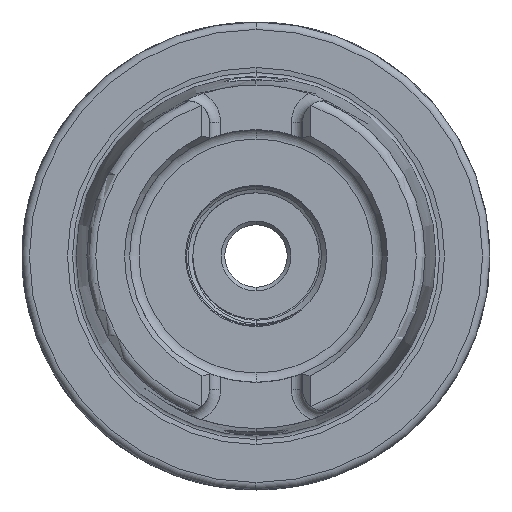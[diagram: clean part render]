
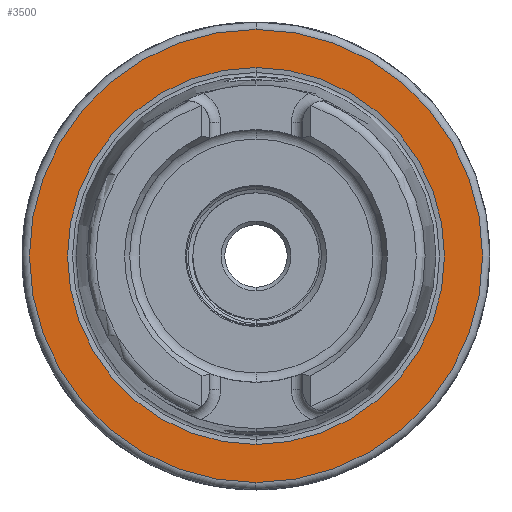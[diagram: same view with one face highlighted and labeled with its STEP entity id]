
A CAD part, left-side view. The second image highlights one B-rep face of the part: STEP entity #3500.
In plain terms, the highlighted planar face has unit normal (-1, 0, 0).
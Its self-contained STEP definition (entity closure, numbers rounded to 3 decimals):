
#361 = CIRCLE ( 'NONE', #11746, 25.369 ) ;
#549 = EDGE_LOOP ( 'NONE', ( #2624, #2722 ) ) ;
#2392 = CIRCLE ( 'NONE', #11775, 30.5 ) ;
#2413 = CIRCLE ( 'NONE', #11799, 25.369 ) ;
#2568 = ORIENTED_EDGE ( 'NONE', *, *, #11375, .T. ) ;
#2624 = ORIENTED_EDGE ( 'NONE', *, *, #11352, .T. ) ;
#2722 = ORIENTED_EDGE ( 'NONE', *, *, #9291, .T. ) ;
#2759 = ORIENTED_EDGE ( 'NONE', *, *, #9325, .T. ) ;
#3155 = VERTEX_POINT ( 'NONE', #10712 ) ;
#3185 = VERTEX_POINT ( 'NONE', #10704 ) ;
#3201 = VERTEX_POINT ( 'NONE', #10716 ) ;
#3203 = VERTEX_POINT ( 'NONE', #10676 ) ;
#3500 = ADVANCED_FACE ( 'NONE', ( #28702, #28694 ), #10895, .T. ) ;
#7385 = DIRECTION ( 'NONE',  ( -1., 0., 0. ) ) ;
#7387 = CARTESIAN_POINT ( 'NONE',  ( 0., 0., 0. ) ) ;
#7429 = DIRECTION ( 'NONE',  ( 0., 0., 1. ) ) ;
#7541 = DIRECTION ( 'NONE',  ( 0., 0., -1. ) ) ;
#7543 = DIRECTION ( 'NONE',  ( 1., 0., 0. ) ) ;
#7547 = CARTESIAN_POINT ( 'NONE',  ( 0., 0., 0. ) ) ;
#9291 = EDGE_CURVE ( 'NONE', #3203, #3185, #27132, .T. ) ;
#9325 = EDGE_CURVE ( 'NONE', #3201, #3155, #361, .T. ) ;
#10676 = CARTESIAN_POINT ( 'NONE',  ( 0., 0., -30.5 ) ) ;
#10704 = CARTESIAN_POINT ( 'NONE',  ( 0., 0., 30.5 ) ) ;
#10712 = CARTESIAN_POINT ( 'NONE',  ( 0., 0., 25.369 ) ) ;
#10716 = CARTESIAN_POINT ( 'NONE',  ( 0., 0., -25.369 ) ) ;
#10876 = DIRECTION ( 'NONE',  ( -1., 0., 0. ) ) ;
#10880 = CARTESIAN_POINT ( 'NONE',  ( 0., 25.369, 0. ) ) ;
#10890 = DIRECTION ( 'NONE',  ( 0., 0., 1. ) ) ;
#10895 = PLANE ( 'NONE',  #11424 ) ;
#11352 = EDGE_CURVE ( 'NONE', #3185, #3203, #2392, .T. ) ;
#11375 = EDGE_CURVE ( 'NONE', #3155, #3201, #2413, .T. ) ;
#11424 = AXIS2_PLACEMENT_3D ( 'NONE', #10880, #10876, #10890 ) ;
#11729 = AXIS2_PLACEMENT_3D ( 'NONE', #20709, #20714, #20719 ) ;
#11746 = AXIS2_PLACEMENT_3D ( 'NONE', #21100, #21079, #21109 ) ;
#11775 = AXIS2_PLACEMENT_3D ( 'NONE', #7387, #7385, #7429 ) ;
#11799 = AXIS2_PLACEMENT_3D ( 'NONE', #7547, #7543, #7541 ) ;
#19657 = EDGE_LOOP ( 'NONE', ( #2568, #2759 ) ) ;
#20709 = CARTESIAN_POINT ( 'NONE',  ( 0., 0., 0. ) ) ;
#20714 = DIRECTION ( 'NONE',  ( -1., 0., 0. ) ) ;
#20719 = DIRECTION ( 'NONE',  ( 0., 0., 1. ) ) ;
#21079 = DIRECTION ( 'NONE',  ( 1., 0., 0. ) ) ;
#21100 = CARTESIAN_POINT ( 'NONE',  ( 0., 0., 0. ) ) ;
#21109 = DIRECTION ( 'NONE',  ( 0., 0., -1. ) ) ;
#27132 = CIRCLE ( 'NONE', #11729, 30.5 ) ;
#28694 = FACE_BOUND ( 'NONE', #19657, .T. ) ;
#28702 = FACE_OUTER_BOUND ( 'NONE', #549, .T. ) ;
